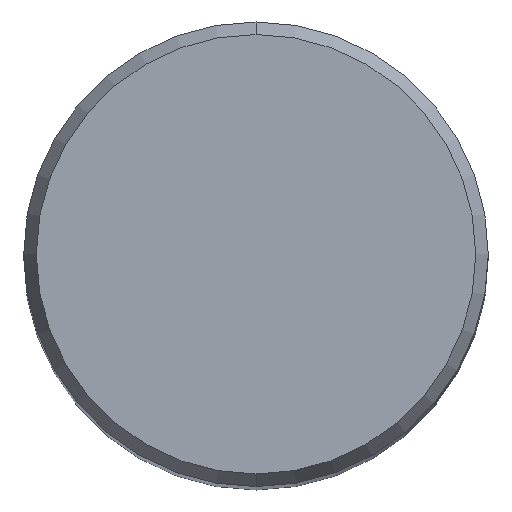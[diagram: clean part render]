
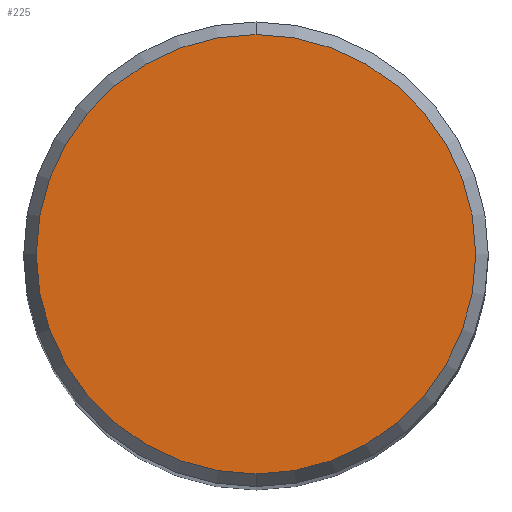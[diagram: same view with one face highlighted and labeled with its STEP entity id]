
A CAD part, top view. The second image highlights one B-rep face of the part: STEP entity #225.
In plain terms, the highlighted planar face has unit normal (0, 0, 1).
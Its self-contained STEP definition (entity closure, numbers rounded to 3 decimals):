
#151=EDGE_CURVE('',#251,#303,#373,.T.);
#219=EDGE_CURVE('',#303,#251,#450,.T.);
#225=ADVANCED_FACE('',(#457),#458,.T.);
#251=VERTEX_POINT('',#488);
#303=VERTEX_POINT('',#545);
#373=CIRCLE('',#616,12.012);
#450=CIRCLE('',#722,12.012);
#457=FACE_OUTER_BOUND('',#729,.T.);
#458=PLANE('',#730);
#488=CARTESIAN_POINT('',(0.,-12.012,0.));
#545=CARTESIAN_POINT('',(0.0,12.012,0.));
#616=AXIS2_PLACEMENT_3D('',#906,#907,#908);
#722=AXIS2_PLACEMENT_3D('',#1011,#1012,#1013);
#729=EDGE_LOOP('',(#1022,#1023));
#730=AXIS2_PLACEMENT_3D('',#1024,#1025,#1026);
#906=CARTESIAN_POINT('',(0.0,0.0,0.));
#907=DIRECTION('',(0.0,0.0,-1.0));
#908=DIRECTION('',(0.0,1.0,0.0));
#1011=CARTESIAN_POINT('',(0.0,0.0,0.));
#1012=DIRECTION('',(0.0,0.0,-1.0));
#1013=DIRECTION('',(0.0,1.0,0.0));
#1022=ORIENTED_EDGE('',*,*,#219,.F.);
#1023=ORIENTED_EDGE('',*,*,#151,.F.);
#1024=CARTESIAN_POINT('',(0.0,6.006,0.));
#1025=DIRECTION('',(-0.0,0.0,1.0));
#1026=DIRECTION('',(0.0,-1.0,0.0));
